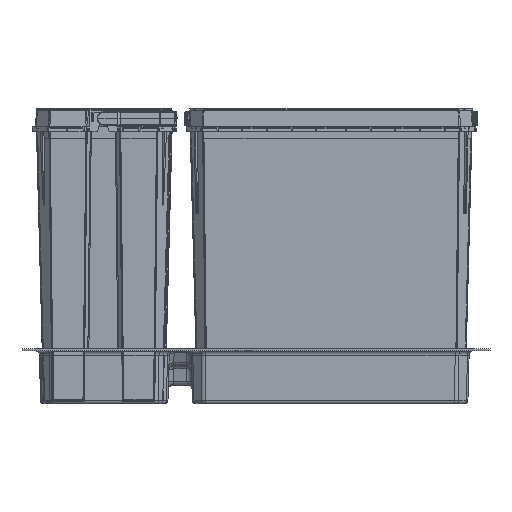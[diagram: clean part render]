
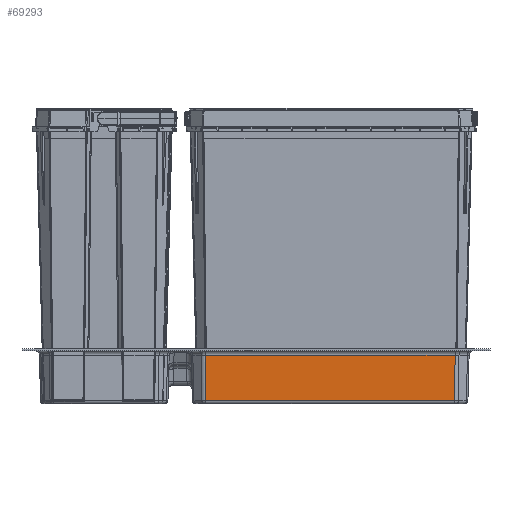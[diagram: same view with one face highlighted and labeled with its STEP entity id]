
A CAD part, front view. The second image highlights one B-rep face of the part: STEP entity #69293.
In plain terms, the highlighted face is planar.
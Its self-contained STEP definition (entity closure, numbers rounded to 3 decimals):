
#6626=B_SPLINE_CURVE_WITH_KNOTS('',3,(#115968,#115969,#115970,#115971),
 .UNSPECIFIED.,.F.,.F.,(4,4),(0.,1.),.UNSPECIFIED.);
#6627=B_SPLINE_CURVE_WITH_KNOTS('',3,(#115979,#115980,#115981,#115982),
 .UNSPECIFIED.,.F.,.F.,(4,4),(0.,1.),.UNSPECIFIED.);
#8074=FACE_OUTER_BOUND('',#12136,.T.);
#12136=EDGE_LOOP('',(#45149,#45150,#45151,#45152,#45153,#45154));
#16388=LINE('',#115973,#21817);
#16389=LINE('',#115977,#21818);
#16390=LINE('',#115984,#21819);
#16391=LINE('',#115985,#21820);
#21817=VECTOR('',#81711,1000.);
#21818=VECTOR('',#81716,1000.);
#21819=VECTOR('',#81717,1000.);
#21820=VECTOR('',#81718,1000.);
#27412=VERTEX_POINT('',#115851);
#27413=VERTEX_POINT('',#115967);
#27414=VERTEX_POINT('',#115972);
#27415=VERTEX_POINT('',#115976);
#27416=VERTEX_POINT('',#115978);
#27417=VERTEX_POINT('',#115983);
#34034=EDGE_CURVE('',#27412,#27413,#6626,.T.);
#34035=EDGE_CURVE('',#27414,#27413,#16388,.T.);
#34037=EDGE_CURVE('',#27412,#27415,#16389,.T.);
#34038=EDGE_CURVE('',#27415,#27416,#6627,.T.);
#34039=EDGE_CURVE('',#27416,#27417,#16390,.T.);
#34040=EDGE_CURVE('',#27414,#27417,#16391,.T.);
#45149=ORIENTED_EDGE('',*,*,#34035,.T.);
#45150=ORIENTED_EDGE('',*,*,#34034,.F.);
#45151=ORIENTED_EDGE('',*,*,#34037,.T.);
#45152=ORIENTED_EDGE('',*,*,#34038,.T.);
#45153=ORIENTED_EDGE('',*,*,#34039,.T.);
#45154=ORIENTED_EDGE('',*,*,#34040,.F.);
#63610=PLANE('',#73729);
#69293=ADVANCED_FACE('',(#8074),#63610,.T.);
#73729=AXIS2_PLACEMENT_3D('',#115975,#81714,#81715);
#81711=DIRECTION('',(-0.026,0.011,-1.));
#81714=DIRECTION('center_axis',(1.,0.,
-0.026));
#81715=DIRECTION('ref_axis',(0.,1.,0.));
#81716=DIRECTION('',(0.,1.,0.));
#81717=DIRECTION('',(0.026,0.011,1.));
#81718=DIRECTION('',(0.,1.,0.));
#115851=CARTESIAN_POINT('',(366.752,463.403,2.921));
#115967=CARTESIAN_POINT('',(366.816,463.403,5.356));
#115968=CARTESIAN_POINT('Ctrl Pts',(366.752,463.403,2.921));
#115969=CARTESIAN_POINT('Ctrl Pts',(366.773,463.403,3.733));
#115970=CARTESIAN_POINT('Ctrl Pts',(366.795,463.403,4.545));
#115971=CARTESIAN_POINT('Ctrl Pts',(366.816,463.403,5.356));
#115972=CARTESIAN_POINT('',(367.962,462.928,49.131));
#115973=CARTESIAN_POINT('',(368.742,462.605,78.902));
#115975=CARTESIAN_POINT('Origin',(368.742,461.984,78.895));
#115976=CARTESIAN_POINT('',(366.752,715.566,2.921));
#115977=CARTESIAN_POINT('',(366.752,461.984,2.921));
#115978=CARTESIAN_POINT('',(366.816,715.566,5.356));
#115979=CARTESIAN_POINT('Ctrl Pts',(366.752,715.566,2.921));
#115980=CARTESIAN_POINT('Ctrl Pts',(366.773,715.566,3.733));
#115981=CARTESIAN_POINT('Ctrl Pts',(366.795,715.566,4.545));
#115982=CARTESIAN_POINT('Ctrl Pts',(366.816,715.566,5.356));
#115983=CARTESIAN_POINT('',(367.962,716.04,49.131));
#115984=CARTESIAN_POINT('',(368.742,716.363,78.902));
#115985=CARTESIAN_POINT('',(367.962,461.984,49.131));
